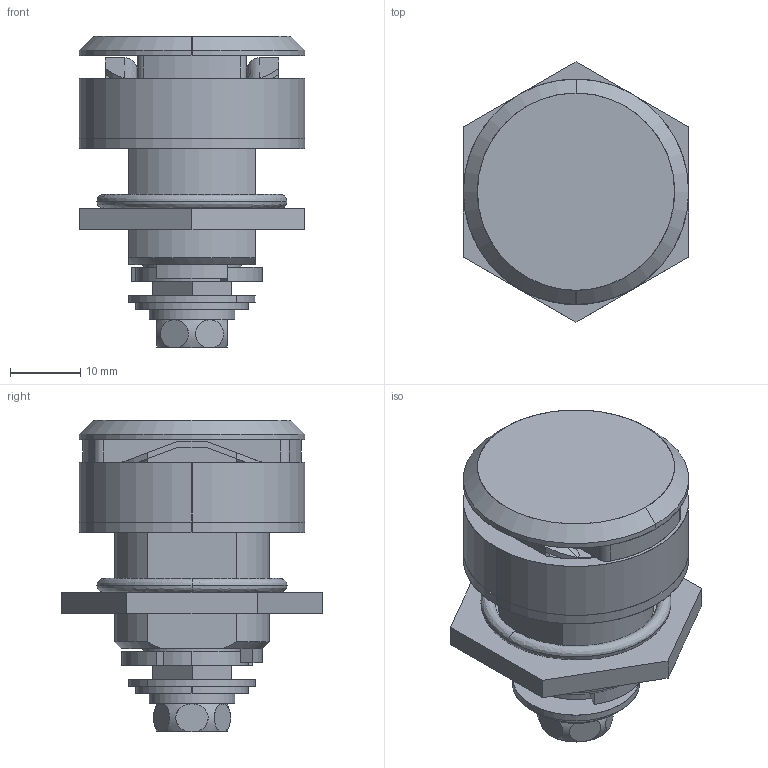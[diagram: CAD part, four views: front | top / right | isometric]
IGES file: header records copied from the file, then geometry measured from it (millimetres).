
Start section: SolidWorks IGES file using analytic representation for surfaces
Global section: file name: sone3D.IGS; native system: SolidWorks 2012; preprocessor: SolidWorks 2012; author: 0960ts; date: 131209.161605; units: millimetre
Bounding box: 32 x 36.95 x 44.3 mm (x, y, z)
Surface area: 16139.3 mm2 (no closed solid volume)
Topology: 0 solids, 0 shells, 228 faces, 3662 edges, 3660 vertices
Faces by surface type: bspline 141, revolution 87
